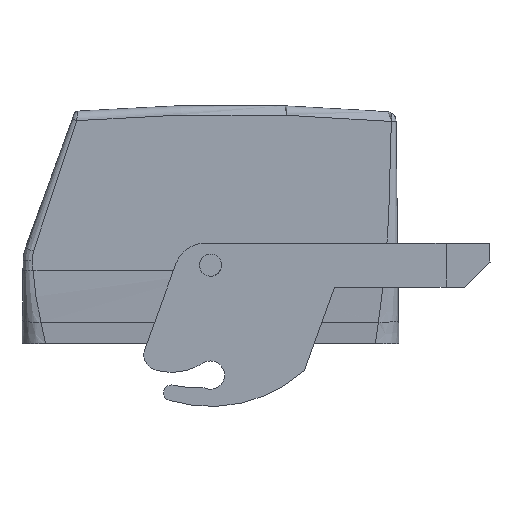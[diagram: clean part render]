
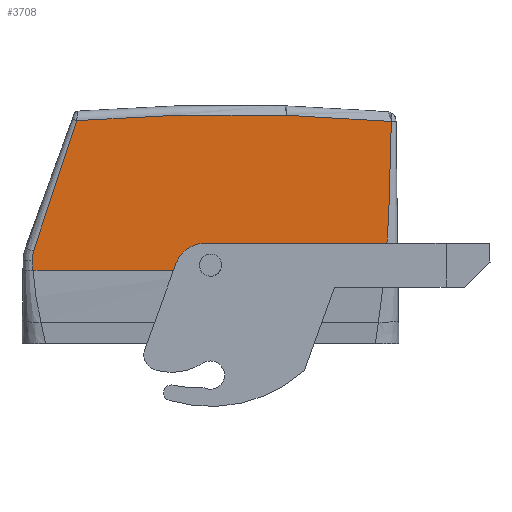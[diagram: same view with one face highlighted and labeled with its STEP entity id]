
A CAD part, left-side view. The second image highlights one B-rep face of the part: STEP entity #3708.
In plain terms, the highlighted planar face has unit normal (-1, 0, 0).
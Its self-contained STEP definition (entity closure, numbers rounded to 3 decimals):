
#3635=AXIS2_PLACEMENT_3D('Plane Axis2P3D',#3632,#3633,#3634) ;
#3639=AXIS2_PLACEMENT_3D('Circle Axis2P3D',#3637,#3638,$) ;
#3679=AXIS2_PLACEMENT_3D('Circle Axis2P3D',#3677,#3678,$) ;
#3686=AXIS2_PLACEMENT_3D('Circle Axis2P3D',#3684,#3685,$) ;
#3693=AXIS2_PLACEMENT_3D('Circle Axis2P3D',#3691,#3692,$) ;
#2126=CARTESIAN_POINT('Vertex',(5.75,33.416,43.338)) ;
#2149=CARTESIAN_POINT('Line Origine',(5.75,88.368,43.338)) ;
#2153=CARTESIAN_POINT('Vertex',(5.75,145.502,43.338)) ;
#2155=CARTESIAN_POINT('Vertex',(5.75,90.868,43.338)) ;
#2166=CARTESIAN_POINT('Line Origine',(5.75,88.368,43.338)) ;
#2170=CARTESIAN_POINT('Vertex',(5.75,87.132,43.338)) ;
#2518=CARTESIAN_POINT('Control Point',(5.75,145.653,46.461)) ;
#2519=CARTESIAN_POINT('Control Point',(5.75,145.628,45.837)) ;
#2520=CARTESIAN_POINT('Control Point',(5.75,145.602,45.212)) ;
#2521=CARTESIAN_POINT('Control Point',(5.75,145.573,44.588)) ;
#2522=CARTESIAN_POINT('Control Point',(5.75,145.54,43.964)) ;
#2523=CARTESIAN_POINT('Control Point',(5.75,145.502,43.338)) ;
#2524=CARTESIAN_POINT('Vertex',(5.75,145.653,46.461)) ;
#3207=CARTESIAN_POINT('Vertex',(5.75,31.422,90.768)) ;
#3497=CARTESIAN_POINT('Control Point',(5.75,31.422,90.768)) ;
#3498=CARTESIAN_POINT('Control Point',(5.75,31.424,90.65)) ;
#3499=CARTESIAN_POINT('Control Point',(5.75,31.426,90.525)) ;
#3500=CARTESIAN_POINT('Control Point',(5.75,31.43,90.267)) ;
#3501=CARTESIAN_POINT('Control Point',(5.75,31.435,90.)) ;
#3502=CARTESIAN_POINT('Control Point',(5.75,31.439,89.732)) ;
#3503=CARTESIAN_POINT('Control Point',(5.75,31.442,89.583)) ;
#3504=CARTESIAN_POINT('Control Point',(5.75,31.449,89.135)) ;
#3505=CARTESIAN_POINT('Control Point',(5.75,31.457,88.688)) ;
#3506=CARTESIAN_POINT('Control Point',(5.75,31.462,88.389)) ;
#3507=CARTESIAN_POINT('Control Point',(5.75,31.477,87.494)) ;
#3508=CARTESIAN_POINT('Control Point',(5.75,31.494,86.599)) ;
#3509=CARTESIAN_POINT('Control Point',(5.75,31.505,86.002)) ;
#3510=CARTESIAN_POINT('Control Point',(5.75,31.539,84.212)) ;
#3511=CARTESIAN_POINT('Control Point',(5.75,31.577,82.423)) ;
#3512=CARTESIAN_POINT('Control Point',(5.75,31.603,81.23)) ;
#3513=CARTESIAN_POINT('Control Point',(5.75,31.683,77.853)) ;
#3514=CARTESIAN_POINT('Control Point',(5.75,31.774,74.477)) ;
#3515=CARTESIAN_POINT('Control Point',(5.75,31.838,72.294)) ;
#3516=CARTESIAN_POINT('Control Point',(5.75,31.974,67.929)) ;
#3517=CARTESIAN_POINT('Control Point',(5.75,32.131,63.565)) ;
#3518=CARTESIAN_POINT('Control Point',(5.75,32.215,61.383)) ;
#3519=CARTESIAN_POINT('Control Point',(5.75,32.35,58.204)) ;
#3520=CARTESIAN_POINT('Control Point',(5.75,32.512,55.025)) ;
#3521=CARTESIAN_POINT('Control Point',(5.75,32.566,54.046)) ;
#3522=CARTESIAN_POINT('Control Point',(5.75,32.727,51.305)) ;
#3523=CARTESIAN_POINT('Control Point',(5.75,32.927,48.564)) ;
#3524=CARTESIAN_POINT('Control Point',(5.75,33.072,46.822)) ;
#3525=CARTESIAN_POINT('Control Point',(5.75,33.236,45.08)) ;
#3526=CARTESIAN_POINT('Control Point',(5.75,33.416,43.338)) ;
#3632=CARTESIAN_POINT('Axis2P3D Location',(5.75,-72.926,-33.43)) ;
#3637=CARTESIAN_POINT('Axis2P3D Location',(5.75,83.,-504.)) ;
#3641=CARTESIAN_POINT('Vertex',(5.75,131.578,91.02)) ;
#3645=CARTESIAN_POINT('Control Point',(5.75,131.578,91.02)) ;
#3646=CARTESIAN_POINT('Control Point',(5.75,131.614,90.917)) ;
#3647=CARTESIAN_POINT('Control Point',(5.75,131.65,90.814)) ;
#3648=CARTESIAN_POINT('Control Point',(5.75,131.685,90.711)) ;
#3649=CARTESIAN_POINT('Control Point',(5.75,131.757,90.504)) ;
#3650=CARTESIAN_POINT('Control Point',(5.75,131.829,90.297)) ;
#3651=CARTESIAN_POINT('Control Point',(5.75,131.865,90.193)) ;
#3652=CARTESIAN_POINT('Control Point',(5.75,132.402,88.642)) ;
#3653=CARTESIAN_POINT('Control Point',(5.75,132.938,87.089)) ;
#3654=CARTESIAN_POINT('Control Point',(5.75,133.436,85.639)) ;
#3655=CARTESIAN_POINT('Control Point',(5.75,134.501,82.526)) ;
#3656=CARTESIAN_POINT('Control Point',(5.75,135.557,79.407)) ;
#3657=CARTESIAN_POINT('Control Point',(5.75,136.11,77.764)) ;
#3658=CARTESIAN_POINT('Control Point',(5.75,138.179,71.582)) ;
#3659=CARTESIAN_POINT('Control Point',(5.75,140.207,65.403)) ;
#3660=CARTESIAN_POINT('Control Point',(5.75,141.671,60.894)) ;
#3661=CARTESIAN_POINT('Control Point',(5.75,143.285,55.896)) ;
#3662=CARTESIAN_POINT('Control Point',(5.75,144.861,50.891)) ;
#3663=CARTESIAN_POINT('Control Point',(5.75,145.007,50.424)) ;
#3664=CARTESIAN_POINT('Control Point',(5.75,145.153,49.957)) ;
#3665=CARTESIAN_POINT('Control Point',(5.75,145.299,49.489)) ;
#3666=CARTESIAN_POINT('Vertex',(5.75,145.299,49.489)) ;
#3670=CARTESIAN_POINT('Control Point',(5.75,145.299,49.489)) ;
#3671=CARTESIAN_POINT('Control Point',(5.75,145.474,48.9)) ;
#3672=CARTESIAN_POINT('Control Point',(5.75,145.599,48.295)) ;
#3673=CARTESIAN_POINT('Control Point',(5.75,145.671,47.683)) ;
#3674=CARTESIAN_POINT('Control Point',(5.75,145.689,47.069)) ;
#3675=CARTESIAN_POINT('Control Point',(5.75,145.653,46.461)) ;
#3677=CARTESIAN_POINT('Axis2P3D Location',(5.75,89.,45.)) ;
#3681=CARTESIAN_POINT('Vertex',(5.75,91.194,43.801)) ;
#3684=CARTESIAN_POINT('Axis2P3D Location',(5.75,89.,45.)) ;
#3688=CARTESIAN_POINT('Vertex',(5.75,86.806,46.199)) ;
#3691=CARTESIAN_POINT('Axis2P3D Location',(5.75,89.,45.)) ;
#2150=DIRECTION('Vector Direction',(0.,-1.,0.)) ;
#2167=DIRECTION('Vector Direction',(0.,-1.,0.)) ;
#3633=DIRECTION('Axis2P3D Direction',(-1.,0.,0.)) ;
#3634=DIRECTION('Axis2P3D XDirection',(0.,-0.317,0.949)) ;
#3638=DIRECTION('Axis2P3D Direction',(-1.,0.,0.)) ;
#3678=DIRECTION('Axis2P3D Direction',(-1.,0.,0.)) ;
#3685=DIRECTION('Axis2P3D Direction',(-1.,0.,0.)) ;
#3692=DIRECTION('Axis2P3D Direction',(-1.,0.,0.)) ;
#2151=VECTOR('Line Direction',#2150,1.) ;
#2168=VECTOR('Line Direction',#2167,1.) ;
#3697=ORIENTED_EDGE('',*,*,#2172,.T.) ;
#3698=ORIENTED_EDGE('',*,*,#3527,.T.) ;
#3699=ORIENTED_EDGE('',*,*,#3643,.T.) ;
#3700=ORIENTED_EDGE('',*,*,#3668,.F.) ;
#3701=ORIENTED_EDGE('',*,*,#3676,.F.) ;
#3702=ORIENTED_EDGE('',*,*,#2526,.F.) ;
#3703=ORIENTED_EDGE('',*,*,#2157,.T.) ;
#3704=ORIENTED_EDGE('',*,*,#3683,.F.) ;
#3705=ORIENTED_EDGE('',*,*,#3690,.F.) ;
#3706=ORIENTED_EDGE('',*,*,#3695,.F.) ;
#3708=ADVANCED_FACE('Hood',(#3707),#3636,.T.) ;
#2517=B_SPLINE_CURVE_WITH_KNOTS('',5,(#2518,#2519,#2520,#2521,#2522,#2523),.UNSPECIFIED.,.F.,.U.,(6,6),(86.846,89.97),.UNSPECIFIED.) ;
#3496=B_SPLINE_CURVE_WITH_KNOTS('',5,(#3497,#3498,#3499,#3500,#3501,#3502,#3503,#3504,#3505,#3506,#3507,#3508,#3509,#3510,#3511,#3512,#3513,#3514,#3515,#3516,#3517,#3518,#3519,#3520,#3521,#3522,#3523,#3524,#3525,#3526),.UNSPECIFIED.,.F.,.U.,(6,3,3,3,3,3,3,3,3,6),(7.76,8.352,9.098,10.592,13.579,19.553,30.498,41.443,46.451,55.207),.UNSPECIFIED.) ;
#3644=B_SPLINE_CURVE_WITH_KNOTS('',5,(#3645,#3646,#3647,#3648,#3649,#3650,#3651,#3652,#3653,#3654,#3655,#3656,#3657,#3658,#3659,#3660,#3661,#3662,#3663,#3664,#3665),.UNSPECIFIED.,.F.,.U.,(6,3,3,3,3,3,6),(0.,0.774,1.548,12.38,24.795,58.432,61.892),.UNSPECIFIED.) ;
#3669=B_SPLINE_CURVE_WITH_KNOTS('',5,(#3670,#3671,#3672,#3673,#3674,#3675),.UNSPECIFIED.,.F.,.U.,(6,6),(0.,4.339),.UNSPECIFIED.) ;
#3640=CIRCLE('generated circle',#3639,597.) ;
#3680=CIRCLE('generated circle',#3679,2.5) ;
#3687=CIRCLE('generated circle',#3686,2.5) ;
#3694=CIRCLE('generated circle',#3693,2.5) ;
#2157=EDGE_CURVE('',#2154,#2156,#2152,.T.) ;
#2172=EDGE_CURVE('',#2171,#2127,#2169,.T.) ;
#2526=EDGE_CURVE('',#2154,#2525,#2517,.F.) ;
#3527=EDGE_CURVE('',#2127,#3208,#3496,.F.) ;
#3643=EDGE_CURVE('',#3208,#3642,#3640,.T.) ;
#3668=EDGE_CURVE('',#3667,#3642,#3644,.F.) ;
#3676=EDGE_CURVE('',#2525,#3667,#3669,.F.) ;
#3683=EDGE_CURVE('',#3682,#2156,#3680,.T.) ;
#3690=EDGE_CURVE('',#3689,#3682,#3687,.T.) ;
#3695=EDGE_CURVE('',#2171,#3689,#3694,.T.) ;
#3696=EDGE_LOOP('',(#3697,#3698,#3699,#3700,#3701,#3702,#3703,#3704,#3705,#3706)) ;
#3707=FACE_OUTER_BOUND('',#3696,.T.) ;
#2152=LINE('Line',#2149,#2151) ;
#2169=LINE('Line',#2166,#2168) ;
#3636=PLANE('',#3635) ;
#2127=VERTEX_POINT('',#2126) ;
#2154=VERTEX_POINT('',#2153) ;
#2156=VERTEX_POINT('',#2155) ;
#2171=VERTEX_POINT('',#2170) ;
#2525=VERTEX_POINT('',#2524) ;
#3208=VERTEX_POINT('',#3207) ;
#3642=VERTEX_POINT('',#3641) ;
#3667=VERTEX_POINT('',#3666) ;
#3682=VERTEX_POINT('',#3681) ;
#3689=VERTEX_POINT('',#3688) ;
